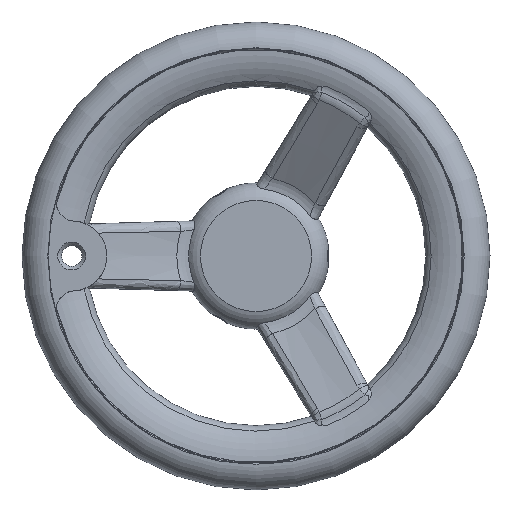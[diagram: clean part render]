
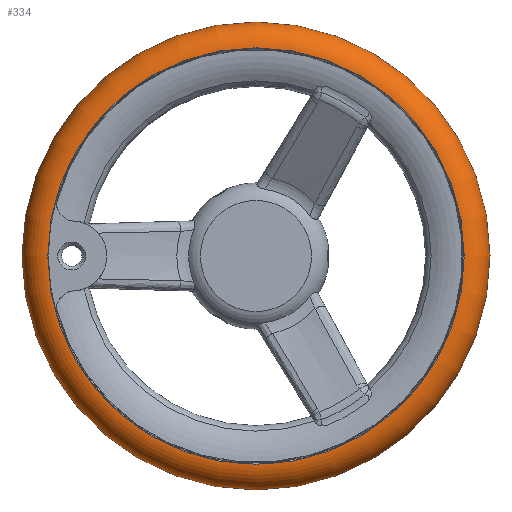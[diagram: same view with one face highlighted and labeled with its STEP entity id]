
A CAD part, left-side view. The second image highlights one B-rep face of the part: STEP entity #334.
In plain terms, the highlighted toroidal (fillet/blend) face has major radius 71 mm and minor radius 9 mm.
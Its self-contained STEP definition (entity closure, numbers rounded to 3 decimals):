
#172=FACE_BOUND('',#548,.T.);
#173=FACE_BOUND('',#549,.T.);
#221=TOROIDAL_SURFACE('',#1854,71.,9.);
#251=CIRCLE('',#1852,71.167);
#252=CIRCLE('',#1853,71.167);
#334=ADVANCED_FACE('',(#172,#173),#221,.T.);
#548=EDGE_LOOP('',(#754));
#549=EDGE_LOOP('',(#755));
#754=ORIENTED_EDGE('',*,*,#1464,.T.);
#755=ORIENTED_EDGE('',*,*,#1465,.F.);
#1270=VERTEX_POINT('',#2810);
#1271=VERTEX_POINT('',#2812);
#1464=EDGE_CURVE('',#1270,#1270,#251,.T.);
#1465=EDGE_CURVE('',#1271,#1271,#252,.T.);
#1852=AXIS2_PLACEMENT_3D('',#2809,#2034,#2035);
#1853=AXIS2_PLACEMENT_3D('',#2811,#2036,#2037);
#1854=AXIS2_PLACEMENT_3D('',#2813,#2038,#2039);
#2034=DIRECTION('',(-1.,0.,0.));
#2035=DIRECTION('',(0.,0.,1.));
#2036=DIRECTION('',(-1.,0.,0.));
#2037=DIRECTION('',(0.,0.,1.));
#2038=DIRECTION('',(-1.,0.,0.));
#2039=DIRECTION('',(0.,0.,1.));
#2809=CARTESIAN_POINT('',(228.077,97.387,-5.787));
#2810=CARTESIAN_POINT('',(228.077,97.387,65.38));
#2811=CARTESIAN_POINT('',(210.08,97.387,-5.787));
#2812=CARTESIAN_POINT('',(210.08,97.387,65.38));
#2813=CARTESIAN_POINT('',(219.078,97.387,-5.787));
